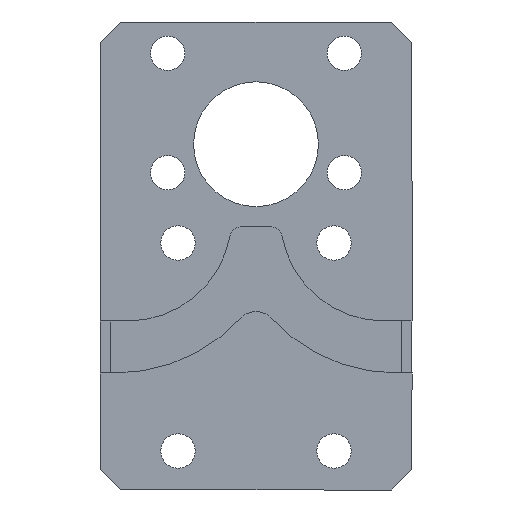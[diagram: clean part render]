
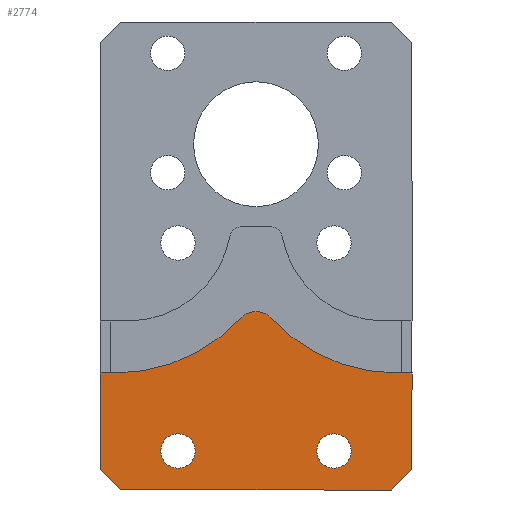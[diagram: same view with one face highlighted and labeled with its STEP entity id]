
A CAD part, front view. The second image highlights one B-rep face of the part: STEP entity #2774.
In plain terms, the highlighted planar face has unit normal (0, -1, 0).
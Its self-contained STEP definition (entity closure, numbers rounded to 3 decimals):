
#1 = CARTESIAN_POINT ( 'NONE',  ( 13., 0., -36.25 ) ) ;
#10 = VERTEX_POINT ( 'NONE', #1070 ) ;
#19 = ORIENTED_EDGE ( 'NONE', *, *, #2432, .F. ) ;
#20 = DIRECTION ( 'NONE',  ( 0., 0., -1. ) ) ;
#32 = VERTEX_POINT ( 'NONE', #660 ) ;
#39 = EDGE_CURVE ( 'NONE', #2878, #337, #1208, .T. ) ;
#43 = VERTEX_POINT ( 'NONE', #1 ) ;
#62 = LINE ( 'NONE', #1986, #984 ) ;
#104 = ORIENTED_EDGE ( 'NONE', *, *, #141, .T. ) ;
#121 = EDGE_CURVE ( 'NONE', #32, #1082, #2221, .T. ) ;
#141 = EDGE_CURVE ( 'NONE', #2752, #2001, #271, .T. ) ;
#178 = CARTESIAN_POINT ( 'NONE',  ( -15., 0., -36.25 ) ) ;
#230 = CARTESIAN_POINT ( 'NONE',  ( 15., 0., -36.25 ) ) ;
#241 = CARTESIAN_POINT ( 'NONE',  ( -15., 0., -36.25 ) ) ;
#258 = CIRCLE ( 'NONE', #1103, 1.65 ) ;
#271 = LINE ( 'NONE', #1434, #2504 ) ;
#320 = DIRECTION ( 'NONE',  ( 0., -1., 0. ) ) ;
#321 = EDGE_CURVE ( 'NONE', #1809, #999, #2360, .T. ) ;
#325 = EDGE_CURVE ( 'NONE', #1521, #32, #1162, .T. ) ;
#337 = VERTEX_POINT ( 'NONE', #1697 ) ;
#351 = AXIS2_PLACEMENT_3D ( 'NONE', #2848, #1735, #584 ) ;
#390 = VERTEX_POINT ( 'NONE', #2669 ) ;
#422 = PLANE ( 'NONE',  #824 ) ;
#431 = ORIENTED_EDGE ( 'NONE', *, *, #980, .T. ) ;
#476 = EDGE_CURVE ( 'NONE', #390, #787, #62, .T. ) ;
#490 = VECTOR ( 'NONE', #992, 1000. ) ;
#535 = DIRECTION ( 'NONE',  ( 0.707, 0., -0.707 ) ) ;
#543 = CARTESIAN_POINT ( 'NONE',  ( 7.5, 0., -32.5 ) ) ;
#546 = ORIENTED_EDGE ( 'NONE', *, *, #121, .F. ) ;
#551 = ORIENTED_EDGE ( 'NONE', *, *, #741, .F. ) ;
#584 = DIRECTION ( 'NONE',  ( 0., 0., 1. ) ) ;
#606 = EDGE_CURVE ( 'NONE', #337, #1521, #1643, .T. ) ;
#615 = ORIENTED_EDGE ( 'NONE', *, *, #1656, .F. ) ;
#629 = CIRCLE ( 'NONE', #1575, 1.65 ) ;
#660 = CARTESIAN_POINT ( 'NONE',  ( 15., 0., -25. ) ) ;
#692 = CARTESIAN_POINT ( 'NONE',  ( -7.5, 0., -34.15 ) ) ;
#703 = DIRECTION ( 'NONE',  ( 0.707, 0., 0.707 ) ) ;
#710 = DIRECTION ( 'NONE',  ( 0., 0., -1. ) ) ;
#711 = VECTOR ( 'NONE', #20, 1000. ) ;
#719 = DIRECTION ( 'NONE',  ( 0., 0., 1. ) ) ;
#741 = EDGE_CURVE ( 'NONE', #787, #2878, #2699, .T. ) ;
#772 = CARTESIAN_POINT ( 'NONE',  ( 13.5, 0., -25. ) ) ;
#785 = CARTESIAN_POINT ( 'NONE',  ( -13.5, 0., -25. ) ) ;
#787 = VERTEX_POINT ( 'NONE', #785 ) ;
#789 = DIRECTION ( 'NONE',  ( 0., -1., 0. ) ) ;
#824 = AXIS2_PLACEMENT_3D ( 'NONE', #2507, #2071, #1122 ) ;
#893 = CARTESIAN_POINT ( 'NONE',  ( 7.5, 0., -30.85 ) ) ;
#912 = VECTOR ( 'NONE', #703, 1000. ) ;
#915 = DIRECTION ( 'NONE',  ( 0., 0., -1. ) ) ;
#926 = DIRECTION ( 'NONE',  ( 0., -1., 0. ) ) ;
#935 = CARTESIAN_POINT ( 'NONE',  ( 13.5, 0., -25. ) ) ;
#980 = EDGE_CURVE ( 'NONE', #43, #1082, #1535, .T. ) ;
#984 = VECTOR ( 'NONE', #2010, 1000. ) ;
#992 = DIRECTION ( 'NONE',  ( 1., 0., 0. ) ) ;
#999 = VERTEX_POINT ( 'NONE', #893 ) ;
#1047 = LINE ( 'NONE', #241, #2626 ) ;
#1070 = CARTESIAN_POINT ( 'NONE',  ( -7.5, 0., -30.85 ) ) ;
#1082 = VERTEX_POINT ( 'NONE', #2544 ) ;
#1103 = AXIS2_PLACEMENT_3D ( 'NONE', #2194, #789, #1689 ) ;
#1122 = DIRECTION ( 'NONE',  ( 0., 0., 1. ) ) ;
#1128 = EDGE_CURVE ( 'NONE', #2300, #10, #258, .T. ) ;
#1162 = LINE ( 'NONE', #772, #490 ) ;
#1181 = ORIENTED_EDGE ( 'NONE', *, *, #325, .F. ) ;
#1208 = CIRCLE ( 'NONE', #1346, 2. ) ;
#1233 = EDGE_CURVE ( 'NONE', #10, #2300, #629, .T. ) ;
#1255 = ORIENTED_EDGE ( 'NONE', *, *, #2634, .F. ) ;
#1258 = CARTESIAN_POINT ( 'NONE',  ( -7.5, 0., -32.5 ) ) ;
#1268 = ORIENTED_EDGE ( 'NONE', *, *, #476, .F. ) ;
#1318 = EDGE_LOOP ( 'NONE', ( #2927, #1412 ) ) ;
#1330 = CARTESIAN_POINT ( 'NONE',  ( 13.5, 0., -8.639 ) ) ;
#1346 = AXIS2_PLACEMENT_3D ( 'NONE', #1374, #1624, #915 ) ;
#1374 = CARTESIAN_POINT ( 'NONE',  ( 0., 0., -21.084 ) ) ;
#1412 = ORIENTED_EDGE ( 'NONE', *, *, #1128, .F. ) ;
#1434 = CARTESIAN_POINT ( 'NONE',  ( -15., 0., -34.25 ) ) ;
#1505 = DIRECTION ( 'NONE',  ( 0., 0., 1. ) ) ;
#1521 = VERTEX_POINT ( 'NONE', #935 ) ;
#1535 = LINE ( 'NONE', #2283, #912 ) ;
#1558 = CARTESIAN_POINT ( 'NONE',  ( -13., 0., -36.25 ) ) ;
#1575 = AXIS2_PLACEMENT_3D ( 'NONE', #1258, #2622, #2853 ) ;
#1624 = DIRECTION ( 'NONE',  ( 0., 1., 0. ) ) ;
#1643 = CIRCLE ( 'NONE', #1982, 16.361 ) ;
#1656 = EDGE_CURVE ( 'NONE', #2752, #390, #1047, .T. ) ;
#1689 = DIRECTION ( 'NONE',  ( 0., 0., 1. ) ) ;
#1697 = CARTESIAN_POINT ( 'NONE',  ( 1.47, 0., -19.728 ) ) ;
#1735 = DIRECTION ( 'NONE',  ( 0., -1., 0. ) ) ;
#1790 = DIRECTION ( 'NONE',  ( 0., 0., 1. ) ) ;
#1809 = VERTEX_POINT ( 'NONE', #2175 ) ;
#1881 = VECTOR ( 'NONE', #2914, 1000. ) ;
#1960 = LINE ( 'NONE', #178, #1881 ) ;
#1982 = AXIS2_PLACEMENT_3D ( 'NONE', #1330, #2920, #1790 ) ;
#1986 = CARTESIAN_POINT ( 'NONE',  ( -15., 0., -25. ) ) ;
#2001 = VERTEX_POINT ( 'NONE', #1558 ) ;
#2010 = DIRECTION ( 'NONE',  ( 1., 0., 0. ) ) ;
#2016 = EDGE_LOOP ( 'NONE', ( #546, #1181, #2040, #2693, #551, #1268, #615, #104, #1255, #431 ) ) ;
#2040 = ORIENTED_EDGE ( 'NONE', *, *, #606, .F. ) ;
#2071 = DIRECTION ( 'NONE',  ( 0., 1., 0. ) ) ;
#2085 = CARTESIAN_POINT ( 'NONE',  ( -13.5, 0., -8.639 ) ) ;
#2125 = EDGE_LOOP ( 'NONE', ( #19, #2692 ) ) ;
#2175 = CARTESIAN_POINT ( 'NONE',  ( 7.5, 0., -34.15 ) ) ;
#2194 = CARTESIAN_POINT ( 'NONE',  ( -7.5, 0., -32.5 ) ) ;
#2221 = LINE ( 'NONE', #230, #711 ) ;
#2283 = CARTESIAN_POINT ( 'NONE',  ( 13., 0., -36.25 ) ) ;
#2297 = CARTESIAN_POINT ( 'NONE',  ( -15., 0., -34.25 ) ) ;
#2300 = VERTEX_POINT ( 'NONE', #692 ) ;
#2345 = FACE_OUTER_BOUND ( 'NONE', #2016, .T. ) ;
#2360 = CIRCLE ( 'NONE', #2866, 1.65 ) ;
#2384 = CIRCLE ( 'NONE', #351, 1.65 ) ;
#2432 = EDGE_CURVE ( 'NONE', #999, #1809, #2384, .T. ) ;
#2504 = VECTOR ( 'NONE', #535, 1000. ) ;
#2507 = CARTESIAN_POINT ( 'NONE',  ( 0., 0., 0. ) ) ;
#2544 = CARTESIAN_POINT ( 'NONE',  ( 15., 0., -34.25 ) ) ;
#2591 = FACE_BOUND ( 'NONE', #2125, .T. ) ;
#2622 = DIRECTION ( 'NONE',  ( 0., -1., 0. ) ) ;
#2623 = FACE_BOUND ( 'NONE', #1318, .T. ) ;
#2626 = VECTOR ( 'NONE', #719, 1000. ) ;
#2634 = EDGE_CURVE ( 'NONE', #43, #2001, #1960, .T. ) ;
#2641 = AXIS2_PLACEMENT_3D ( 'NONE', #2085, #926, #710 ) ;
#2669 = CARTESIAN_POINT ( 'NONE',  ( -15., 0., -25. ) ) ;
#2692 = ORIENTED_EDGE ( 'NONE', *, *, #321, .F. ) ;
#2693 = ORIENTED_EDGE ( 'NONE', *, *, #39, .F. ) ;
#2699 = CIRCLE ( 'NONE', #2641, 16.361 ) ;
#2752 = VERTEX_POINT ( 'NONE', #2297 ) ;
#2758 = CARTESIAN_POINT ( 'NONE',  ( -1.47, 0., -19.728 ) ) ;
#2774 = ADVANCED_FACE ( 'NONE', ( #2591, #2623, #2345 ), #422, .F. ) ;
#2848 = CARTESIAN_POINT ( 'NONE',  ( 7.5, 0., -32.5 ) ) ;
#2853 = DIRECTION ( 'NONE',  ( 0., 0., 1. ) ) ;
#2866 = AXIS2_PLACEMENT_3D ( 'NONE', #543, #320, #1505 ) ;
#2878 = VERTEX_POINT ( 'NONE', #2758 ) ;
#2914 = DIRECTION ( 'NONE',  ( -1., 0., 0. ) ) ;
#2920 = DIRECTION ( 'NONE',  ( 0., -1., 0. ) ) ;
#2927 = ORIENTED_EDGE ( 'NONE', *, *, #1233, .F. ) ;
